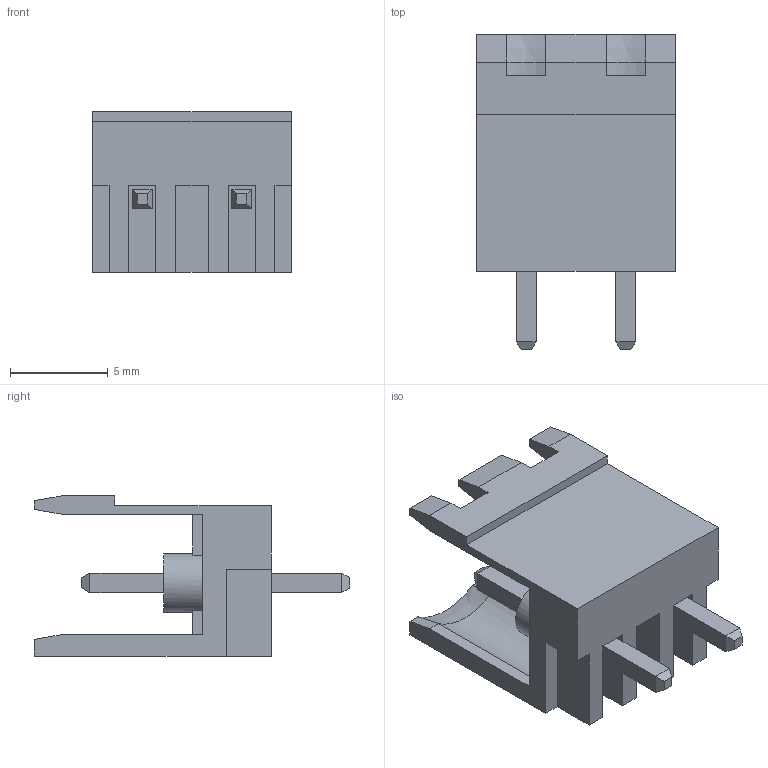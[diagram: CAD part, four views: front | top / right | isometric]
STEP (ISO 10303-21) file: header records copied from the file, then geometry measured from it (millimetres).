
FILE_DESCRIPTION (( 'STEP AP214' ), '1' );
FILE_NAME ('KLS2-EDV.STEP', '2022-05-19T12:19:39', ( '砐錪賧瘔蠈錪 Windows' ), ( '' ), 'SwSTEP 2.0', 'SolidWorks 2018', '' );
FILE_SCHEMA (( 'AUTOMOTIVE_DESIGN' ));
Length unit declared in the file: millimetre
Products named in the file (1): KLS2-EDV
Bounding box: 10.16 x 16.1 x 8.2 mm (x, y, z)
Volume: 381.2 mm3; surface area: 843 mm2
Topology: 1 solids, 1 shells, 109 faces, 289 edges, 186 vertices
Faces by surface type: plane 101, cylinder 6, cone 2
Entity records: 4546 total; most frequent: CARTESIAN_POINT 597, ORIENTED_EDGE 578, DIRECTION 531, EDGE_CURVE 289, LINE 259, VECTOR 259, VERTEX_POINT 186, AXIS2_PLACEMENT_3D 136
